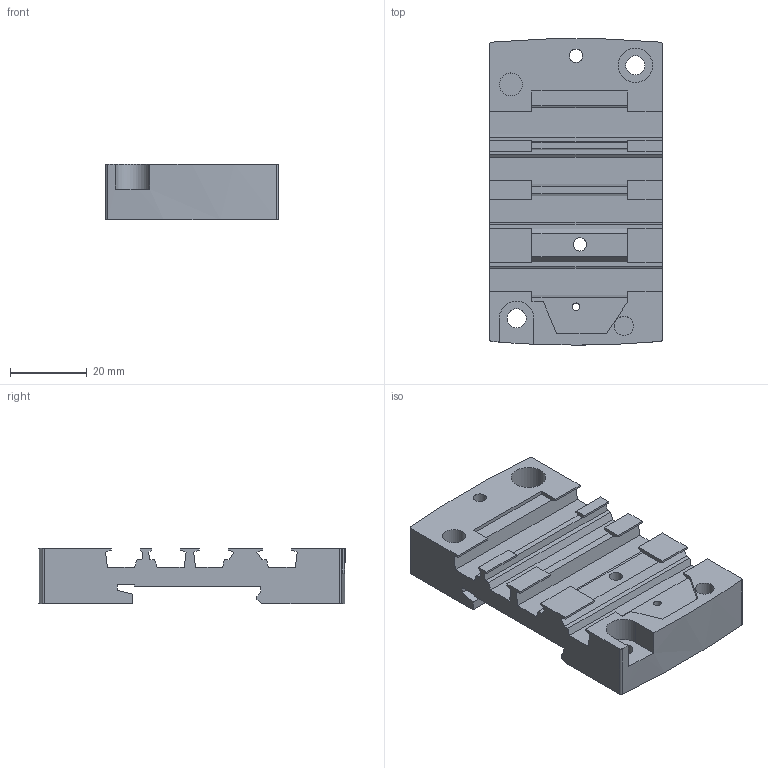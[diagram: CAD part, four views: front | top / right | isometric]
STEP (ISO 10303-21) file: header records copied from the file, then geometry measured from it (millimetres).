
FILE_DESCRIPTION(/* description */ ('Alibre Inc.'),/* implementation_level */ '2;1');
FILE_NAME(/* name */ 'export0',/* time_stamp */ '2018-05-30T08:22:16+02:00',/* author */ (''),/* organization */ (''),/* preprocessor_version */ 'ST-DEVELOPER v14',/* originating_system */ 'Alibre',/* authorisation */ '');
FILE_SCHEMA (('AUTOMOTIVE_DESIGN'));
Length unit declared in the file: centimetre
Bounding box: 45 x 79.89 x 14.5 mm (x, y, z)
Volume: 34372.1 mm3; surface area: 13710.5 mm2
Topology: 1 solids, 1 shells, 115 faces, 315 edges, 205 vertices
Faces by surface type: plane 100, cylinder 15
Full cylindrical faces by diameter (mm): 2 x1, 3.5 x2, 5 x3, 6 x1, 9 x1
Entity records: 3118 total; most frequent: ORIENTED_EDGE 612, CARTESIAN_POINT 538, DIRECTION 380, EDGE_CURVE 306, VECTOR 224, LINE 224, VERTEX_POINT 204, EDGE_LOOP 136
